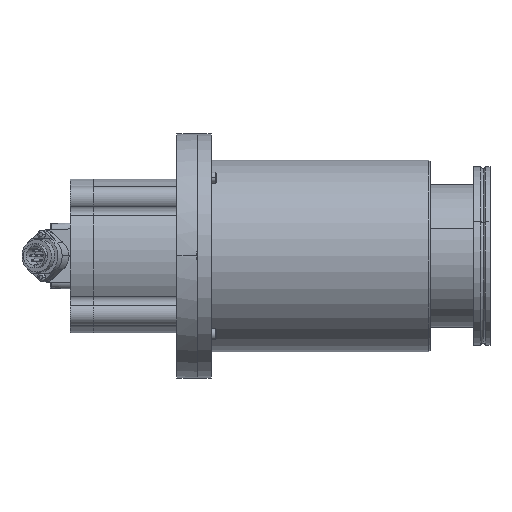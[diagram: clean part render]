
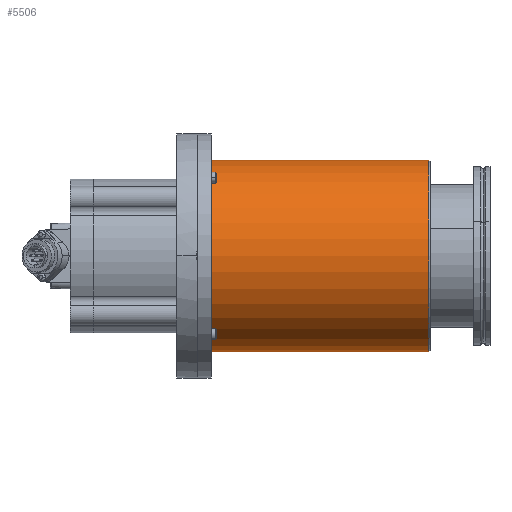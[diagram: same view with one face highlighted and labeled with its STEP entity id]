
A CAD part, top view. The second image highlights one B-rep face of the part: STEP entity #5506.
In plain terms, the highlighted cylindrical face has radius 69.85 mm (diameter 139.7 mm), a partial arc.
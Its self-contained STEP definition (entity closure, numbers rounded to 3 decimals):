
#770 = DIRECTION ( 'NONE',  ( -1., 0., 0. ) ) ;
#1366 = FACE_OUTER_BOUND ( 'NONE', #47095, .T. ) ;
#3719 = DIRECTION ( 'NONE',  ( 0., -1., 0. ) ) ;
#5284 = CARTESIAN_POINT ( 'NONE',  ( 8., 69.85, 0. ) ) ;
#5506 = ADVANCED_FACE ( 'NONE', ( #1366 ), #65696, .T. ) ;
#7782 = LINE ( 'NONE', #15121, #42023 ) ;
#9377 = DIRECTION ( 'NONE',  ( -1., 0., 0. ) ) ;
#11119 = CIRCLE ( 'NONE', #37391, 69.85 ) ;
#12523 = VERTEX_POINT ( 'NONE', #70962 ) ;
#13174 = AXIS2_PLACEMENT_3D ( 'NONE', #71875, #30764, #78780 ) ;
#15068 = LINE ( 'NONE', #5284, #83793 ) ;
#15121 = CARTESIAN_POINT ( 'NONE',  ( 8., -69.85, 0. ) ) ;
#15389 = ORIENTED_EDGE ( 'NONE', *, *, #78551, .T. ) ;
#19137 = EDGE_CURVE ( 'NONE', #41329, #12523, #76069, .T. ) ;
#20427 = ORIENTED_EDGE ( 'NONE', *, *, #68157, .F. ) ;
#20470 = ORIENTED_EDGE ( 'NONE', *, *, #19137, .T. ) ;
#24911 = VERTEX_POINT ( 'NONE', #70606 ) ;
#28041 = EDGE_CURVE ( 'NONE', #41329, #54716, #7782, .T. ) ;
#30764 = DIRECTION ( 'NONE',  ( -1., 0., 0. ) ) ;
#37391 = AXIS2_PLACEMENT_3D ( 'NONE', #50348, #9377, #57242 ) ;
#39864 = AXIS2_PLACEMENT_3D ( 'NONE', #57957, #58234, #3719 ) ;
#41329 = VERTEX_POINT ( 'NONE', #81197 ) ;
#42023 = VECTOR ( 'NONE', #770, 1000. ) ;
#47095 = EDGE_LOOP ( 'NONE', ( #20470, #15389, #20427, #69793 ) ) ;
#50348 = CARTESIAN_POINT ( 'NONE',  ( 8., 0., 0. ) ) ;
#53867 = CARTESIAN_POINT ( 'NONE',  ( 8., -69.85, 0. ) ) ;
#54716 = VERTEX_POINT ( 'NONE', #53867 ) ;
#57242 = DIRECTION ( 'NONE',  ( 0., -1., 0. ) ) ;
#57957 = CARTESIAN_POINT ( 'NONE',  ( 8., 0., 0. ) ) ;
#58234 = DIRECTION ( 'NONE',  ( -1., 0., 0. ) ) ;
#65696 = CYLINDRICAL_SURFACE ( 'NONE', #39864, 69.85 ) ;
#68157 = EDGE_CURVE ( 'NONE', #54716, #24911, #11119, .T. ) ;
#69793 = ORIENTED_EDGE ( 'NONE', *, *, #28041, .F. ) ;
#70606 = CARTESIAN_POINT ( 'NONE',  ( 8., 69.85, 0. ) ) ;
#70962 = CARTESIAN_POINT ( 'NONE',  ( 168.5, 69.85, 0. ) ) ;
#71875 = CARTESIAN_POINT ( 'NONE',  ( 168.5, 0., 0. ) ) ;
#76069 = CIRCLE ( 'NONE', #13174, 69.85 ) ;
#78551 = EDGE_CURVE ( 'NONE', #12523, #24911, #15068, .T. ) ;
#78780 = DIRECTION ( 'NONE',  ( 0., -1., 0. ) ) ;
#81197 = CARTESIAN_POINT ( 'NONE',  ( 168.5, -69.85, 0. ) ) ;
#81447 = DIRECTION ( 'NONE',  ( -1., 0., 0. ) ) ;
#83793 = VECTOR ( 'NONE', #81447, 1000. ) ;
